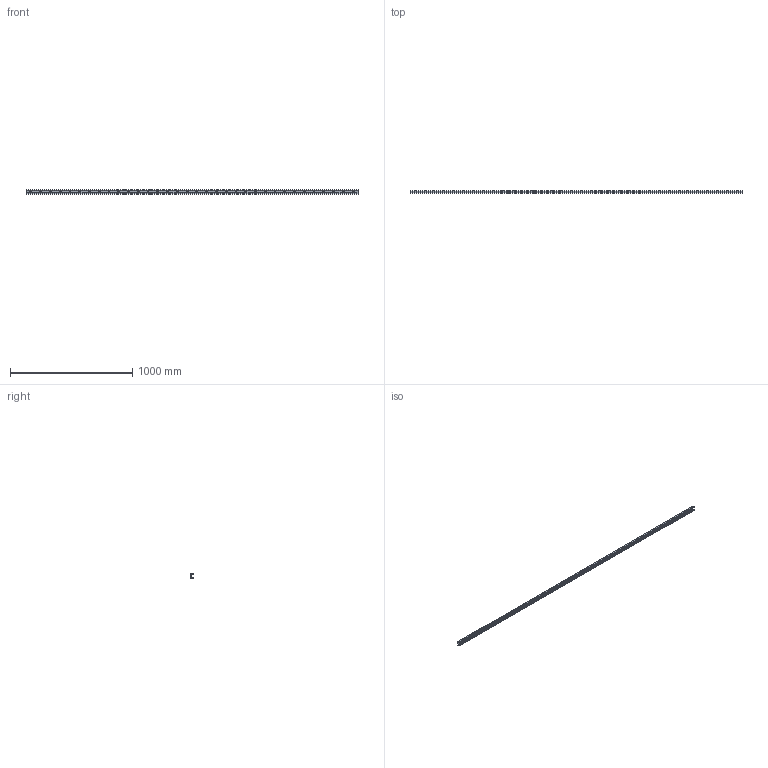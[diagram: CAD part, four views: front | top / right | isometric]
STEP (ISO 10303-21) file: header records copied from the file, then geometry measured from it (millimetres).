
FILE_DESCRIPTION((''),'2;1');
FILE_NAME('LCX 35-2720.C.stp','2016-04-28T09:10:13',('MRathmann'),(''),'Autodesk Inventor 2012','Autodesk Inventor 2012','');
FILE_SCHEMA(('CONFIG_CONTROL_DESIGN'));
Length unit declared in the file: millimetre
Products named in the file (1): LCX 35-2720.C
Bounding box: 2720 x 16.5 x 35 mm (x, y, z)
Volume: 586258.2 mm3; surface area: 349238.7 mm2
Topology: 1 solids, 1 shells, 130 faces, 418 edges, 290 vertices
Faces by surface type: cylinder 81, plane 49
Full cylindrical faces by diameter (mm): 8 x34, 15 x34
Entity records: 4844 total; most frequent: CARTESIAN_POINT 1621, DIRECTION 672, ORIENTED_EDGE 564, AXIS2_PLACEMENT_3D 293, EDGE_CURVE 282, EDGE_LOOP 266, VERTEX_POINT 222, CIRCLE 162
